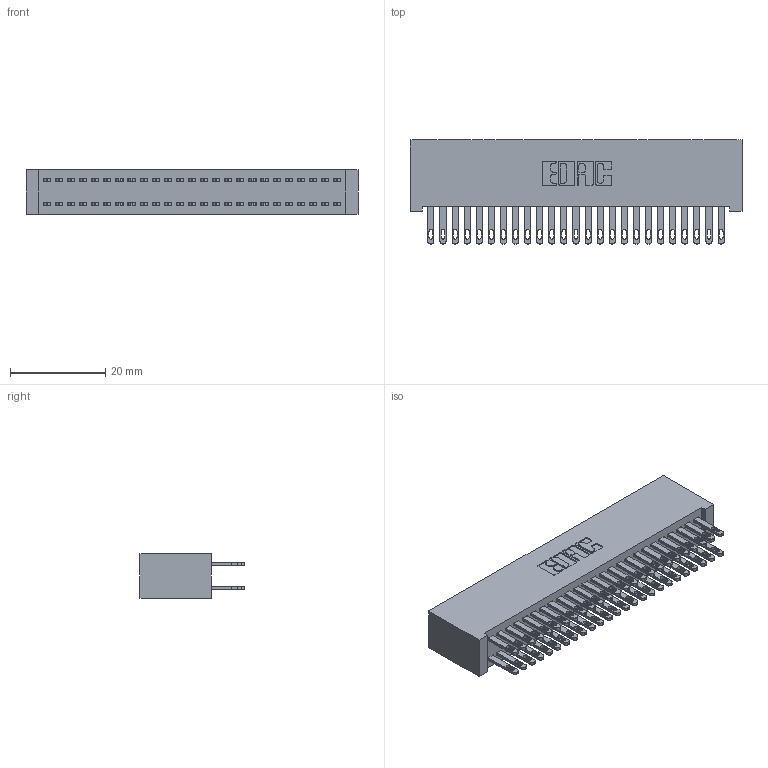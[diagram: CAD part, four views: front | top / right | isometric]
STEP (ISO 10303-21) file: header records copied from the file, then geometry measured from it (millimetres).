
FILE_DESCRIPTION (( 'STEP AP203' ), '1' );
FILE_NAME ('342-050-500-201.STEP', '2019-10-02T23:10:00', ( '' ), ( '' ), 'SwSTEP 2.0', 'SolidWorks 2016', '' );
FILE_SCHEMA (( 'CONFIG_CONTROL_DESIGN' ));
Length unit declared in the file: inch
Products named in the file (3): 342 Part_Lugless; 345-292-001_345-293-100; 342-050-500-201
Assembly tree (51 placements, depth 2):
  342-050-500-201
    342 Part_Lugless
    345-292-001_345-293-100  x50
Bounding box: 69.75 x 21.85 x 9.4 mm (x, y, z)
Volume: 6778.7 mm3; surface area: 11540.1 mm2
Topology: 51 solids, 51 shells, 2502 faces, 7625 edges, 5082 vertices
Faces by surface type: plane 1562, cylinder 940
Entity records: 17803 total; most frequent: CARTESIAN_POINT 2966, ORIENTED_EDGE 2902, DIRECTION 2559, EDGE_CURVE 1451, VECTOR 1327, LINE 1327, VERTEX_POINT 966, AXIS2_PLACEMENT_3D 616
